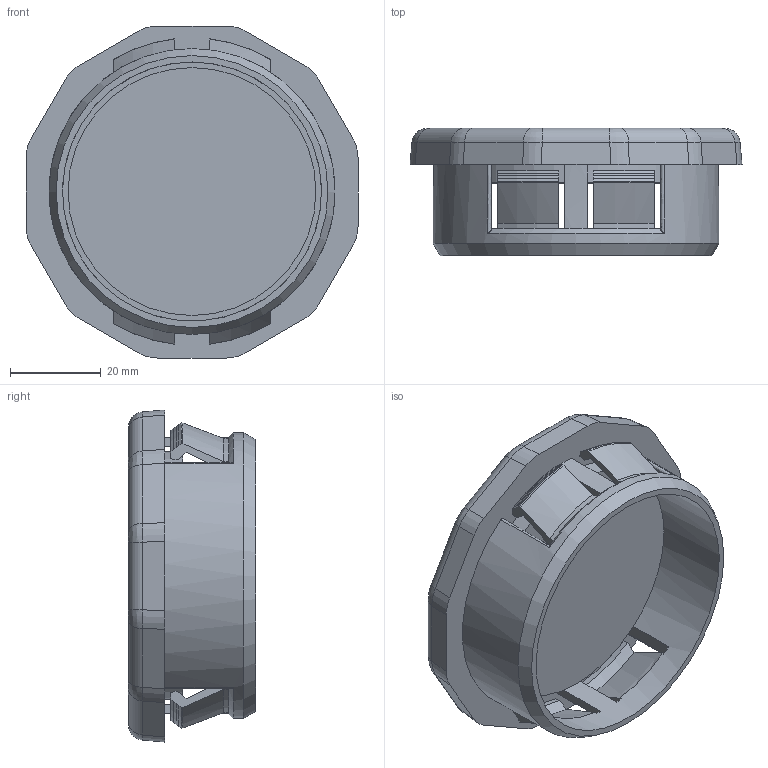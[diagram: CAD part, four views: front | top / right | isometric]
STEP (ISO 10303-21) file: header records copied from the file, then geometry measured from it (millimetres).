
FILE_DESCRIPTION(/* description */ (''),/* implementation_level */ '2;1');
FILE_NAME(/* name */ '28923_6_KES-R M63-14.stp',/* time_stamp */ '2023-03-03T12:08:57+01:00',/* author */ (''),/* organization */ (''),/* preprocessor_version */ 'ST-DEVELOPER v16.7',/* originating_system */ 'SIEMENS PLM Software NX 12.0',/* authorisation */ '');
FILE_SCHEMA (('AUTOMOTIVE_DESIGN { 1 0 10303 214 3 1 1 1 }'));
Length unit declared in the file: millimetre
Products named in the file (1): 28923_6_KES-R M63-14
Bounding box: 73.15 x 28 x 73.15 mm (x, y, z)
Volume: 51253.8 mm3; surface area: 18472.9 mm2
Topology: 1 solids, 1 shells, 464 faces, 1255 edges, 821 vertices
Faces by surface type: plane 240, cylinder 96, cone 47, bspline 35, sphere 28, extrusion 18
Full cylindrical faces by diameter (mm): 54.63 x1, 57.103 x1, 63 x1
Entity records: 20765 total; most frequent: CARTESIAN_POINT 7172, ORIENTED_EDGE 2356, DIRECTION 2140, EDGE_CURVE 1178, VERTEX_POINT 777, AXIS2_PLACEMENT_3D 723, VECTOR 694, LINE 676
